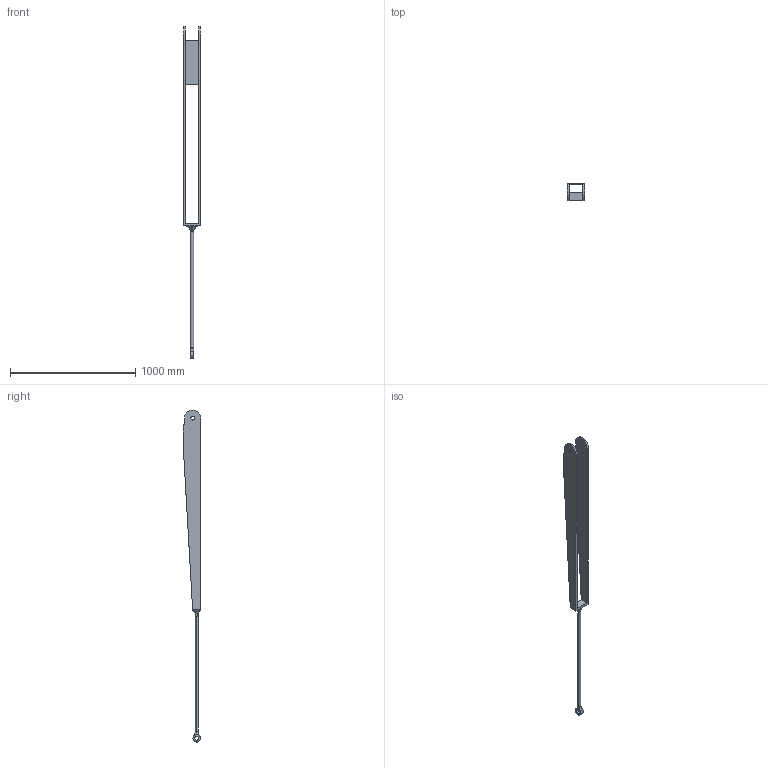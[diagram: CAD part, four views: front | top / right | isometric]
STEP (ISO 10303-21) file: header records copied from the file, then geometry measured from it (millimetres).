
FILE_DESCRIPTION (( 'STEP AP203' ), '1' );
FILE_NAME ('一级拉筋_默认_sldprt.STEP', '2024-04-30T10:36:21', ( '' ), ( '' ), 'SwSTEP 2.0', 'SolidWorks 2022', '' );
FILE_SCHEMA (( 'CONFIG_CONTROL_DESIGN' ));
Length unit declared in the file: millimetre
Products named in the file (1): 一级拉筋_默认_sldprt
Bounding box: 140 x 140 x 2654.89 mm (x, y, z)
Volume: 6170677.4 mm3; surface area: 964955.9 mm2
Topology: 1 solids, 1 shells, 42 faces, 113 edges, 71 vertices
Faces by surface type: plane 17, cylinder 12, bspline 10, torus 3
Entity records: 2996 total; most frequent: CARTESIAN_POINT 1919, ORIENTED_EDGE 226, DIRECTION 187, EDGE_CURVE 113, VERTEX_POINT 71, AXIS2_PLACEMENT_3D 67, VECTOR 53, LINE 53
